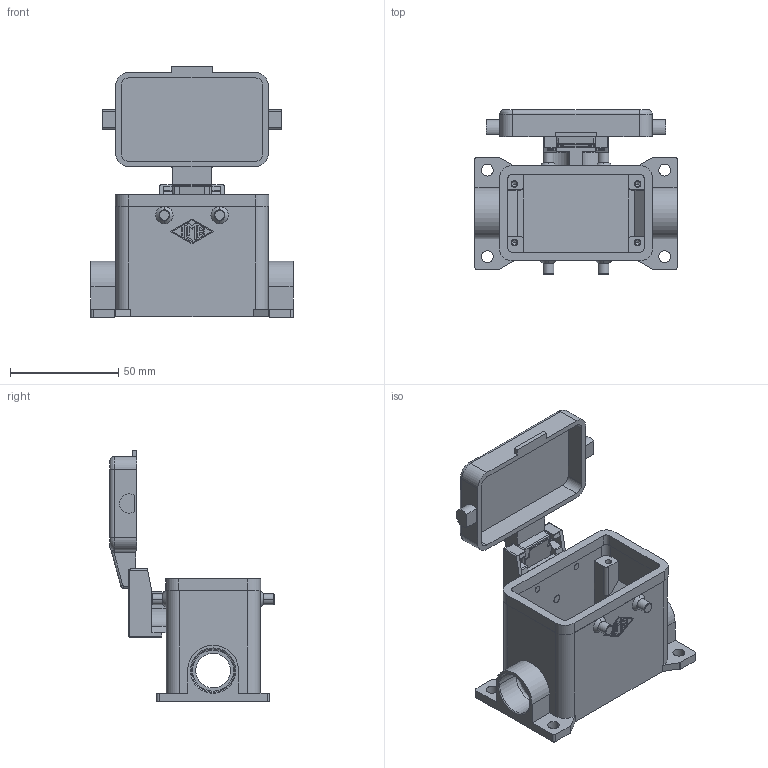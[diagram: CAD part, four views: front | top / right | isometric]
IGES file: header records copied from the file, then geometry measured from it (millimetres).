
Start section: Elysium IGES Interface
Global section: file name: 66HMMP 03 CS220.igs; native system: SolidDesigner 16.00A  16-Aug-2008; preprocessor: CoCreate IGES_3D V2.2; author: Unknown; organization: Unknown; date: 20090603.164548; units: millimetre
Bounding box: 93.5 x 76 x 116.5 mm (x, y, z)
Volume: 93789.5 mm3; surface area: 51719.7 mm2
Topology: 2 solids, 3 shells, 417 faces, 1088 edges, 692 vertices
Faces by surface type: bspline 417
